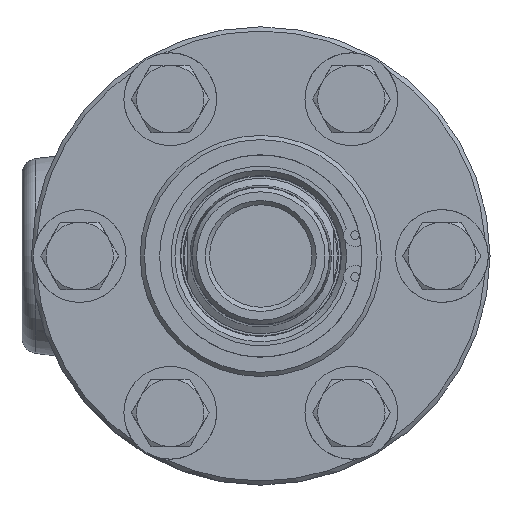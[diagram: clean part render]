
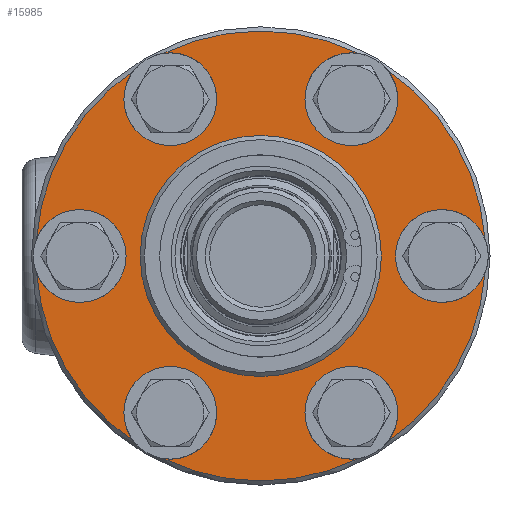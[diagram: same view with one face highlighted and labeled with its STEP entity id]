
A CAD part, left-side view. The second image highlights one B-rep face of the part: STEP entity #15985.
In plain terms, the highlighted planar face has unit normal (-1, 0, 0).
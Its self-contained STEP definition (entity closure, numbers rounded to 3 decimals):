
#965=FACE_BOUND('',#3119,.T.);
#1431=PLANE('',#16920);
#2178=FACE_OUTER_BOUND('',#3118,.T.);
#3118=EDGE_LOOP('',(#13497,#13498,#13499,#13500,#13501,#13502,#13503,#13504,
#13505,#13506,#13507,#13508));
#3119=EDGE_LOOP('',(#13509,#13510));
#5902=CIRCLE('',#16623,8.738);
#5923=CIRCLE('',#16669,8.738);
#5944=CIRCLE('',#16715,8.738);
#5966=CIRCLE('',#16762,8.738);
#5987=CIRCLE('',#16808,8.738);
#6008=CIRCLE('',#16854,8.738);
#6038=CIRCLE('',#16914,42.4);
#6039=CIRCLE('',#16915,42.4);
#6040=CIRCLE('',#16916,42.4);
#6041=CIRCLE('',#16917,42.4);
#6042=CIRCLE('',#16918,42.4);
#6043=CIRCLE('',#16919,42.4);
#6044=CIRCLE('',#16921,22.735);
#6045=CIRCLE('',#16922,22.735);
#7236=VERTEX_POINT('',#26669);
#7238=VERTEX_POINT('',#26673);
#7268=VERTEX_POINT('',#26804);
#7270=VERTEX_POINT('',#26808);
#7300=VERTEX_POINT('',#26939);
#7302=VERTEX_POINT('',#26943);
#7333=VERTEX_POINT('',#27076);
#7335=VERTEX_POINT('',#27080);
#7365=VERTEX_POINT('',#27211);
#7367=VERTEX_POINT('',#27215);
#7397=VERTEX_POINT('',#27346);
#7399=VERTEX_POINT('',#27350);
#7440=VERTEX_POINT('',#27521);
#7441=VERTEX_POINT('',#27522);
#9165=EDGE_CURVE('',#7236,#7238,#5902,.T.);
#9219=EDGE_CURVE('',#7268,#7270,#5923,.T.);
#9273=EDGE_CURVE('',#7300,#7302,#5944,.T.);
#9328=EDGE_CURVE('',#7333,#7335,#5966,.T.);
#9382=EDGE_CURVE('',#7365,#7367,#5987,.T.);
#9436=EDGE_CURVE('',#7397,#7399,#6008,.T.);
#9504=EDGE_CURVE('',#7300,#7270,#6038,.T.);
#9505=EDGE_CURVE('',#7268,#7238,#6039,.T.);
#9506=EDGE_CURVE('',#7236,#7399,#6040,.T.);
#9507=EDGE_CURVE('',#7397,#7367,#6041,.T.);
#9508=EDGE_CURVE('',#7365,#7335,#6042,.T.);
#9509=EDGE_CURVE('',#7333,#7302,#6043,.T.);
#9510=EDGE_CURVE('',#7440,#7441,#6044,.T.);
#9511=EDGE_CURVE('',#7441,#7440,#6045,.T.);
#13497=ORIENTED_EDGE('',*,*,#9165,.T.);
#13498=ORIENTED_EDGE('',*,*,#9505,.F.);
#13499=ORIENTED_EDGE('',*,*,#9219,.T.);
#13500=ORIENTED_EDGE('',*,*,#9504,.F.);
#13501=ORIENTED_EDGE('',*,*,#9273,.T.);
#13502=ORIENTED_EDGE('',*,*,#9509,.F.);
#13503=ORIENTED_EDGE('',*,*,#9328,.T.);
#13504=ORIENTED_EDGE('',*,*,#9508,.F.);
#13505=ORIENTED_EDGE('',*,*,#9382,.T.);
#13506=ORIENTED_EDGE('',*,*,#9507,.F.);
#13507=ORIENTED_EDGE('',*,*,#9436,.T.);
#13508=ORIENTED_EDGE('',*,*,#9506,.F.);
#13509=ORIENTED_EDGE('',*,*,#9510,.T.);
#13510=ORIENTED_EDGE('',*,*,#9511,.T.);
#15985=ADVANCED_FACE('',(#2178,#965),#1431,.T.);
#16623=AXIS2_PLACEMENT_3D('',#26675,#19167,#19168);
#16669=AXIS2_PLACEMENT_3D('',#26810,#19280,#19281);
#16715=AXIS2_PLACEMENT_3D('',#26945,#19393,#19394);
#16762=AXIS2_PLACEMENT_3D('',#27082,#19508,#19509);
#16808=AXIS2_PLACEMENT_3D('',#27217,#19621,#19622);
#16854=AXIS2_PLACEMENT_3D('',#27352,#19734,#19735);
#16914=AXIS2_PLACEMENT_3D('',#27514,#19880,#19881);
#16915=AXIS2_PLACEMENT_3D('',#27515,#19882,#19883);
#16916=AXIS2_PLACEMENT_3D('',#27516,#19884,#19885);
#16917=AXIS2_PLACEMENT_3D('',#27517,#19886,#19887);
#16918=AXIS2_PLACEMENT_3D('',#27518,#19888,#19889);
#16919=AXIS2_PLACEMENT_3D('',#27519,#19890,#19891);
#16920=AXIS2_PLACEMENT_3D('',#27520,#19892,#19893);
#16921=AXIS2_PLACEMENT_3D('',#27523,#19894,#19895);
#16922=AXIS2_PLACEMENT_3D('',#27524,#19896,#19897);
#19167=DIRECTION('center_axis',(1.,0.,0.));
#19168=DIRECTION('ref_axis',(0.,-0.5,0.866));
#19280=DIRECTION('center_axis',(1.,0.,0.));
#19281=DIRECTION('ref_axis',(0.,0.5,0.866));
#19393=DIRECTION('center_axis',(1.,0.,0.));
#19394=DIRECTION('ref_axis',(0.,1.,0.));
#19508=DIRECTION('center_axis',(1.,0.,0.));
#19509=DIRECTION('ref_axis',(0.,0.5,-0.866));
#19621=DIRECTION('center_axis',(1.,0.,0.));
#19622=DIRECTION('ref_axis',(0.,-0.5,-0.866));
#19734=DIRECTION('center_axis',(1.,0.,0.));
#19735=DIRECTION('ref_axis',(0.,-1.,0.));
#19880=DIRECTION('center_axis',(1.,0.,0.));
#19881=DIRECTION('ref_axis',(0.,1.,0.));
#19882=DIRECTION('center_axis',(1.,0.,0.));
#19883=DIRECTION('ref_axis',(0.,1.,0.));
#19884=DIRECTION('center_axis',(1.,0.,0.));
#19885=DIRECTION('ref_axis',(0.,1.,0.));
#19886=DIRECTION('center_axis',(1.,0.,0.));
#19887=DIRECTION('ref_axis',(0.,1.,0.));
#19888=DIRECTION('center_axis',(1.,0.,0.));
#19889=DIRECTION('ref_axis',(0.,1.,0.));
#19890=DIRECTION('center_axis',(1.,0.,0.));
#19891=DIRECTION('ref_axis',(0.,1.,0.));
#19892=DIRECTION('center_axis',(-1.,0.,0.));
#19893=DIRECTION('ref_axis',(0.,0.,
-1.));
#19894=DIRECTION('center_axis',(1.,0.,0.));
#19895=DIRECTION('ref_axis',(0.,0.,
1.));
#19896=DIRECTION('center_axis',(1.,0.,0.));
#19897=DIRECTION('ref_axis',(0.,0.,
1.));
#26669=CARTESIAN_POINT('',(-8.46,23.849,-35.057));
#26673=CARTESIAN_POINT('',(-8.46,18.436,-38.182));
#26675=CARTESIAN_POINT('Origin',(-8.46,17.062,-29.553));
#26804=CARTESIAN_POINT('',(-8.46,-18.436,-38.182));
#26808=CARTESIAN_POINT('',(-8.46,-23.849,-35.057));
#26810=CARTESIAN_POINT('Origin',(-8.46,-17.062,-29.553));
#26939=CARTESIAN_POINT('',(-8.46,-42.285,-3.125));
#26943=CARTESIAN_POINT('',(-8.46,-42.285,3.125));
#26945=CARTESIAN_POINT('Origin',(-8.46,-34.125,0.));
#27076=CARTESIAN_POINT('',(-8.46,-23.849,35.057));
#27080=CARTESIAN_POINT('',(-8.46,-18.436,38.182));
#27082=CARTESIAN_POINT('Origin',(-8.46,-17.062,29.553));
#27211=CARTESIAN_POINT('',(-8.46,18.436,38.182));
#27215=CARTESIAN_POINT('',(-8.46,23.849,35.057));
#27217=CARTESIAN_POINT('Origin',(-8.46,17.062,29.553));
#27346=CARTESIAN_POINT('',(-8.46,42.285,3.125));
#27350=CARTESIAN_POINT('',(-8.46,42.285,-3.125));
#27352=CARTESIAN_POINT('Origin',(-8.46,34.125,0.));
#27514=CARTESIAN_POINT('Origin',(-8.46,0.,0.));
#27515=CARTESIAN_POINT('Origin',(-8.46,0.,0.));
#27516=CARTESIAN_POINT('Origin',(-8.46,0.,0.));
#27517=CARTESIAN_POINT('Origin',(-8.46,0.,0.));
#27518=CARTESIAN_POINT('Origin',(-8.46,0.,0.));
#27519=CARTESIAN_POINT('Origin',(-8.46,0.,0.));
#27520=CARTESIAN_POINT('Origin',(-8.46,-43.2,0.));
#27521=CARTESIAN_POINT('',(-8.46,-22.735,0.));
#27522=CARTESIAN_POINT('',(-8.46,22.735,0.));
#27523=CARTESIAN_POINT('Origin',(-8.46,0.,0.));
#27524=CARTESIAN_POINT('Origin',(-8.46,0.,0.));
